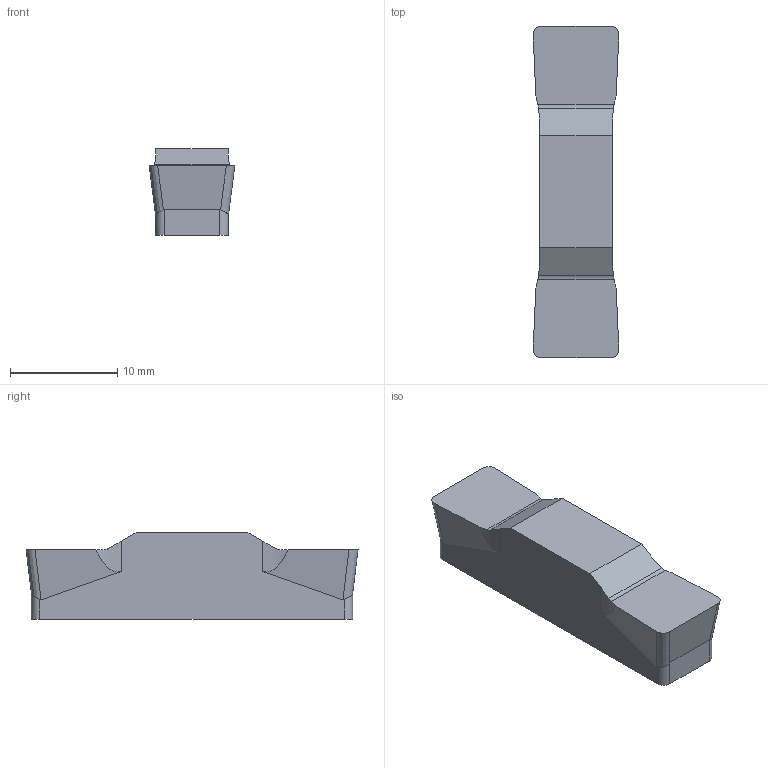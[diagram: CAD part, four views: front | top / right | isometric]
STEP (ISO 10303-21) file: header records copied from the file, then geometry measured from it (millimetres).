
FILE_DESCRIPTION((''),'2;1');
FILE_NAME('GY2M0800K080N','2021-02-26T16:00:02',('tlyad09'),('PTC Japan'),'CREO PARAMETRIC BY PTC INC, 2018500','CREO PARAMETRIC BY PTC INC, 2018500','');
FILE_SCHEMA(('AUTOMOTIVE_DESIGN { 1 0 10303 214 1 1 1 1 }'));
Length unit declared in the file: millimetre
Products named in the file (1): GY2M0800K080N
Bounding box: 8 x 31 x 8.1 mm (x, y, z)
Volume: 1507.2 mm3; surface area: 956.3 mm2
Topology: 1 solids, 1 shells, 34 faces, 124 edges, 92 vertices
Faces by surface type: plane 16, cylinder 10, extrusion 4, bspline 4
Entity records: 2497 total; most frequent: CARTESIAN_POINT 701, ORIENTED_EDGE 192, PRESENTATION_STYLE_ASSIGNMENT 165, DIRECTION 146, STYLED_ITEM 131, CURVE_STYLE 130, EDGE_CURVE 96, FILL_AREA_STYLE_COLOUR 69
